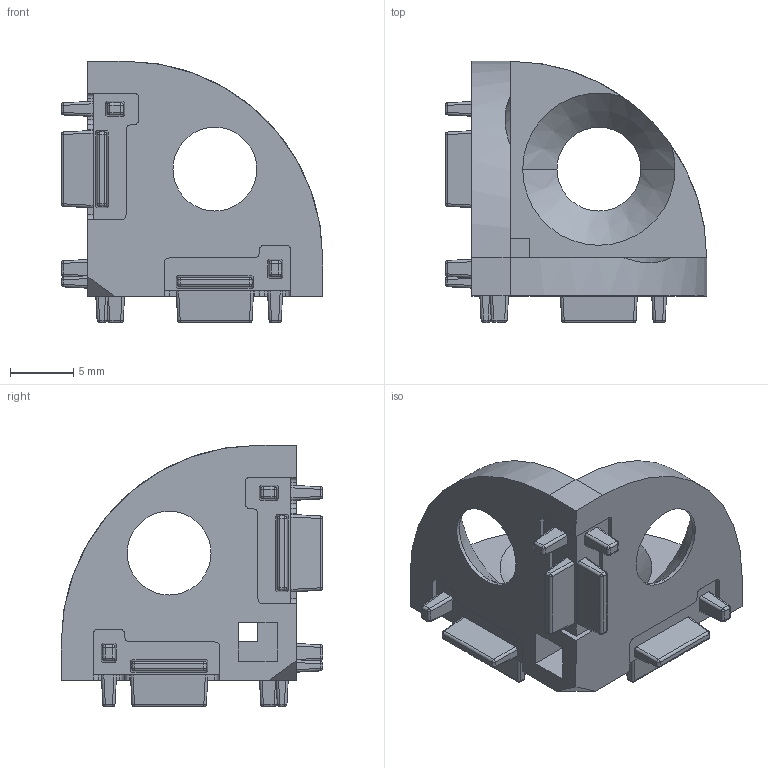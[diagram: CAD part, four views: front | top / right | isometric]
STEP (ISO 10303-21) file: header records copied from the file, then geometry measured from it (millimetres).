
FILE_DESCRIPTION (( 'STEP AP214' ), '1' );
FILE_NAME ('093we202n06.STEP', '2016-02-21T12:24:24', ( '' ), ( '' ), 'SwSTEP 2.0', 'SolidWorks 2016', '' );
FILE_SCHEMA (( 'AUTOMOTIVE_DESIGN' ));
Length unit declared in the file: millimetre
Products named in the file (1): 093we202n06
Bounding box: 20.6 x 20.6 x 20.6 mm (x, y, z)
Volume: 1534.8 mm3; surface area: 1890.4 mm2
Topology: 1 solids, 1 shells, 288 faces, 694 edges, 400 vertices
Faces by surface type: cylinder 129, plane 105, sphere 48, cone 6
Entity records: 8167 total; most frequent: CARTESIAN_POINT 1538, DIRECTION 1427, ORIENTED_EDGE 1356, EDGE_CURVE 678, AXIS2_PLACEMENT_3D 511, VECTOR 405, LINE 405, VERTEX_POINT 400
